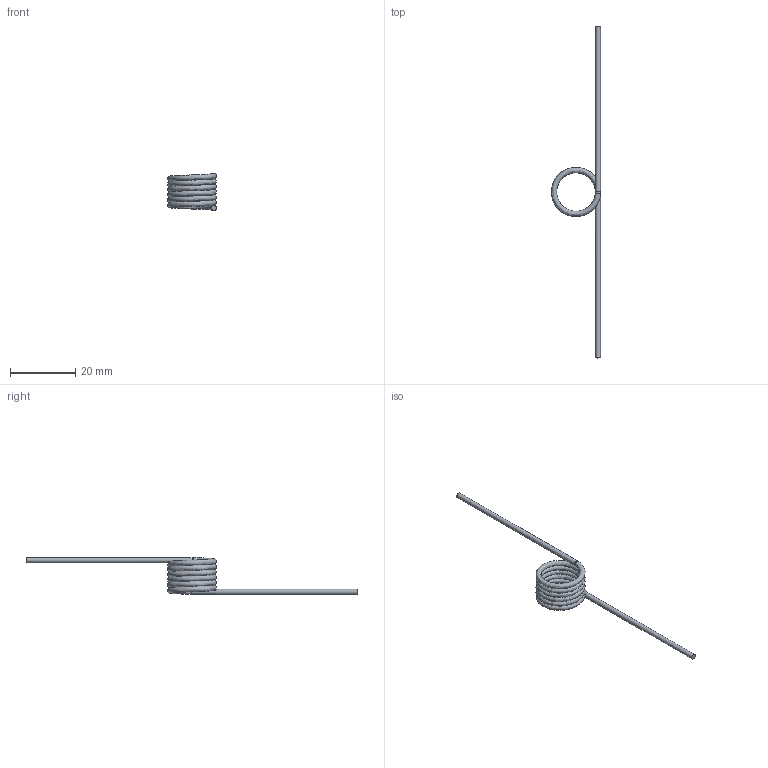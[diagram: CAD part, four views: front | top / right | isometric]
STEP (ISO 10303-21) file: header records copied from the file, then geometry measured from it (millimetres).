
FILE_DESCRIPTION(/* description */ ('This is a sample STEP configuration'),/* implementation_level */ '2;1');
FILE_NAME(/* name */ 'Sodemann T063-180-359R.step',/* time_stamp */ '2022-11-14T18:17:33+01:00',/* author */ ('powerJobs'),/* organization */ ('coolOrange'),/* preprocessor_version */ 'ST-DEVELOPER v18.1',/* originating_system */ 'Autodesk Inventor 2022',/* authorisation */ '');
FILE_SCHEMA (('AUTOMOTIVE_DESIGN { 1 0 10303 214 3 1 1 }'));
Length unit declared in the file: millimetre
Products named in the file (1): T063-180-359R
Bounding box: 15.01 x 101.6 x 11.3 mm (x, y, z)
Volume: 712.9 mm3; surface area: 1783.5 mm2
Topology: 1 solids, 1 shells, 9 faces, 17 edges, 10 vertices
Faces by surface type: cylinder 5, plane 2, bspline 1, torus 1
Full cylindrical faces by diameter (mm): 1.6 x2
Entity records: 1417 total; most frequent: CARTESIAN_POINT 1189, DIRECTION 40, ORIENTED_EDGE 34, AXIS2_PLACEMENT_3D 19, EDGE_CURVE 17, EDGE_LOOP 13, VERTEX_POINT 10, FACE_OUTER_BOUND 9
